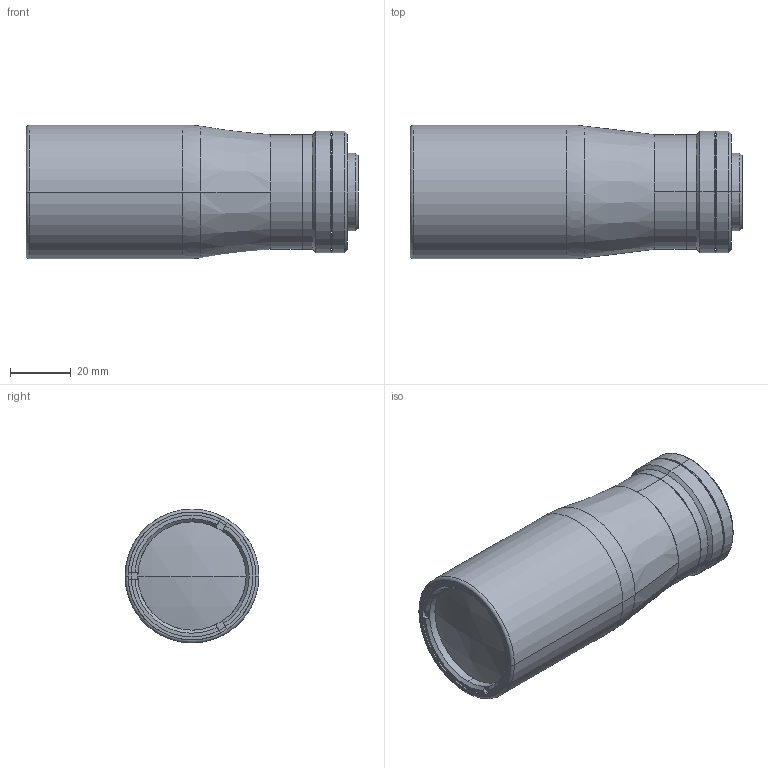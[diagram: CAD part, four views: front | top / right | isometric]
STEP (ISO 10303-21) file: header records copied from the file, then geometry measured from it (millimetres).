
FILE_DESCRIPTION (( 'STEP AP214' ), '1' );
FILE_NAME ('TC13024.STEP', '2015-06-19T12:43:24', ( '' ), ( '' ), 'SwSTEP 2.0', 'SolidWorks 2013', '' );
FILE_SCHEMA (( 'AUTOMOTIVE_DESIGN' ));
Length unit declared in the file: millimetre
Products named in the file (1): TC13024
Bounding box: 109.08 x 44 x 44 mm (x, y, z)
Surface area: 22971.8 mm2 (no closed solid volume)
Topology: 0 solids, 11 shells, 71 faces, 185 edges, 127 vertices
Faces by surface type: cylinder 28, plane 23, cone 12, sphere 4, torus 4
Entity records: 3041 total; most frequent: DIRECTION 447, CARTESIAN_POINT 402, ORIENTED_EDGE 304, AXIS2_PLACEMENT_3D 196, EDGE_CURVE 185, VERTEX_POINT 127, CIRCLE 124, EDGE_LOOP 90
